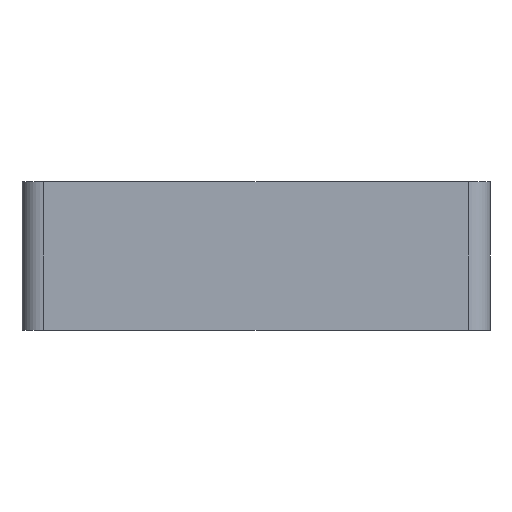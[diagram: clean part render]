
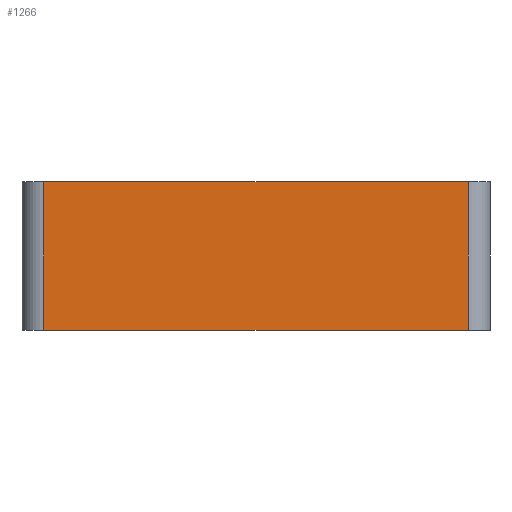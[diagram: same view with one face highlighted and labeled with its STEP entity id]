
A CAD part, front view. The second image highlights one B-rep face of the part: STEP entity #1266.
In plain terms, the highlighted planar face has unit normal (0, -1, 0).
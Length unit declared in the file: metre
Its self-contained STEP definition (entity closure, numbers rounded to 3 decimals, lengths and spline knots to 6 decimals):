
#250=ORIENTED_EDGE('',*,*,#481,.T.);
#251=ORIENTED_EDGE('',*,*,#598,.F.);
#252=ORIENTED_EDGE('',*,*,#599,.F.);
#253=ORIENTED_EDGE('',*,*,#596,.T.);
#481=EDGE_CURVE('',#669,#668,#794,.T.);
#596=EDGE_CURVE('',#763,#669,#867,.T.);
#598=EDGE_CURVE('',#764,#668,#868,.T.);
#599=EDGE_CURVE('',#763,#764,#869,.T.);
#668=VERTEX_POINT('',#1838);
#669=VERTEX_POINT('',#1840);
#763=VERTEX_POINT('',#2080);
#764=VERTEX_POINT('',#2084);
#794=LINE('',#1839,#922);
#867=LINE('',#2079,#995);
#868=LINE('',#2083,#996);
#869=LINE('',#2085,#997);
#922=VECTOR('',#1458,1.);
#995=VECTOR('',#1657,1.);
#996=VECTOR('',#1662,1.);
#997=VECTOR('',#1663,1.);
#1073=EDGE_LOOP('',(#250,#251,#252,#253));
#1153=FACE_BOUND('',#1073,.T.);
#1216=PLANE('',#1387);
#1266=ADVANCED_FACE('',(#1153),#1216,.F.);
#1387=AXIS2_PLACEMENT_3D('',#2082,#1660,#1661);
#1458=DIRECTION('',(1.,0.,0.));
#1657=DIRECTION('',(0.,0.,-1.));
#1660=DIRECTION('',(0.,1.,0.));
#1661=DIRECTION('',(0.,0.,1.));
#1662=DIRECTION('',(0.,0.,-1.));
#1663=DIRECTION('',(1.,0.,0.));
#1838=CARTESIAN_POINT('',(0.029,-0.05,0.0187));
#1839=CARTESIAN_POINT('',(0.,-0.05,0.0187));
#1840=CARTESIAN_POINT('',(-0.029,-0.05,0.0187));
#2079=CARTESIAN_POINT('',(-0.029,-0.05,0.039));
#2080=CARTESIAN_POINT('',(-0.029,-0.05,0.039));
#2082=CARTESIAN_POINT('',(0.,-0.05,0.039));
#2083=CARTESIAN_POINT('',(0.029,-0.05,0.039));
#2084=CARTESIAN_POINT('',(0.029,-0.05,0.039));
#2085=CARTESIAN_POINT('',(0.,-0.05,0.039));
